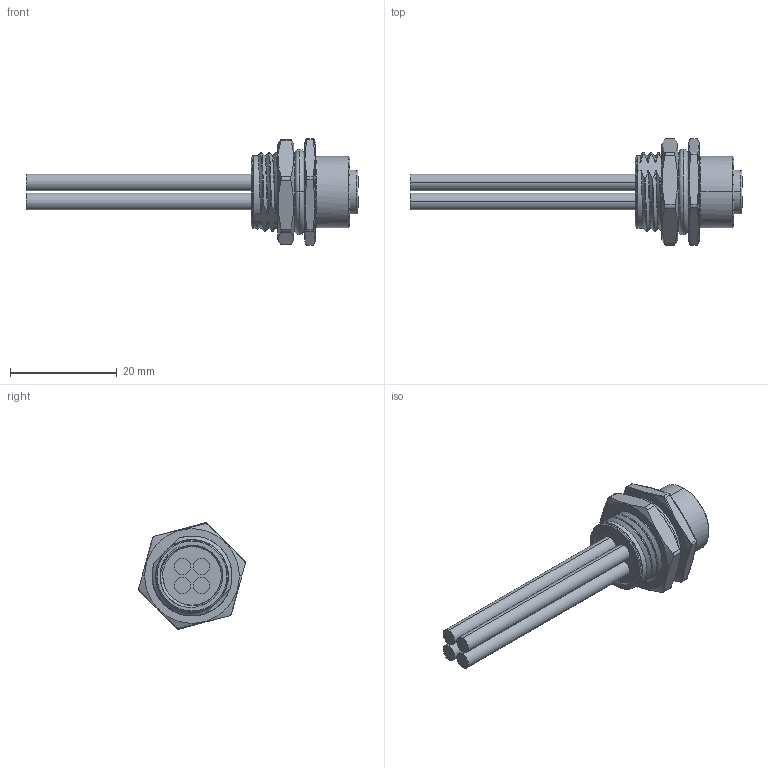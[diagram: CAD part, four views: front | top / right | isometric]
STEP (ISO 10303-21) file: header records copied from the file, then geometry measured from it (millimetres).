
FILE_DESCRIPTION (( 'STEP AP214' ), '1' );
FILE_NAME ('REC-M124SF-PG9R-L_3D.step', '2024-11-11T16:32:21', ( '' ), ( '' ), 'SwSTEP 2.0', 'SolidWorks 2022', '' );
FILE_SCHEMA (( 'AUTOMOTIVE_DESIGN' ));
Length unit declared in the file: inch
Products named in the file (1): REC-M124SF-PG9R-L_3D
Bounding box: 62.2 x 19.96 x 19.96 mm (x, y, z)
Volume: 4033.3 mm3; surface area: 5873.7 mm2
Topology: 1 solids, 2 shells, 532 faces, 1438 edges, 919 vertices
Faces by surface type: cylinder 169, plane 164, bspline 160, cone 39
Entity records: 45972 total; most frequent: CARTESIAN_POINT 28306, ORIENTED_EDGE 2876, DIRECTION 1952, EDGE_CURVE 1438, VERTEX_POINT 919, AXIS2_PLACEMENT_3D 703, EDGE_LOOP 559, B_SPLINE_CURVE_WITH_KNOTS 549
